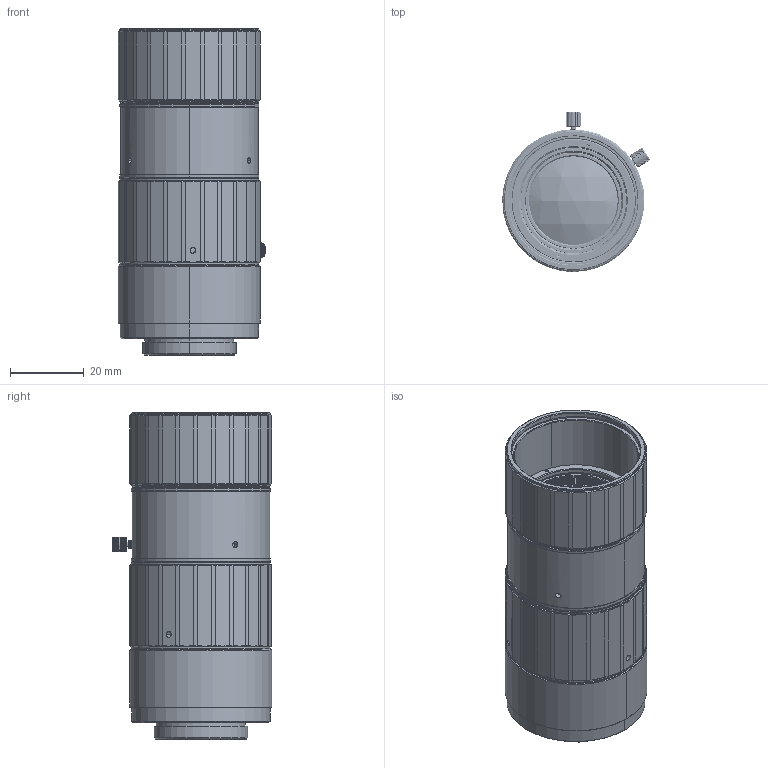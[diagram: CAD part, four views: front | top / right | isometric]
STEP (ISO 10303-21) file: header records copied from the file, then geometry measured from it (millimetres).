
FILE_DESCRIPTION (( 'STEP AP203' ), '1' );
FILE_NAME ('7512郪蚾.STEP', '2022-04-20T02:09:10', ( '' ), ( '' ), 'SwSTEP 2.0', 'SolidWorks 2017', '' );
FILE_SCHEMA (( 'CONFIG_CONTROL_DESIGN' ));
Length unit declared in the file: millimetre
Products named in the file (35): QM919001605眻輛絳砃隊; QM907012G02-1; QM910751204隔圈3; QM910751201翋芠; QM910701204光圈底座-1; QM919001606驱动环导钉; QM910701208ѹȦ3-1; QM910701203昜擒遠; QM907012G01-1; 7512嘐隅芠郪蚾; QM919012000; 7512翋芠郪蚾; QM930008505ҶƬ-1; QM919001602; QM907012U02-1; QM910701211隔圈2-1; QM910701206ѹȦ1; QM919001607M1.6平头机米螺丝; QM984370121光圈组件(默认-_flexible1); QM910701207ѹȦ2-1; QM910701214驱动环-1; 7512郪蚾; QM907012G03-1; QM907512G07; QM910701209ѹȦ4-1; QM907012U04-1; QM907012G04-1; QM910751203蟀諉釱; QM910701205嫖覃遠-1; QM907512G08; QM919102140縐銅-1; QM910701210隔圈1-1; QM910751202嘐隅芠; QM907012G05-1; QM907012G06-1
Assembly tree (44 placements, depth 4):
  7512郪蚾
    7512嘐隅芠郪蚾
      QM910751202嘐隅芠
      QM910751204隔圈3
      QM907512G07
      QM907512G08
      QM910701209ѹȦ4-1
    7512翋芠郪蚾
      QM907012U04-1
        QM907012G04-1
        QM907012G05-1
      QM910751201翋芠
      QM910701208ѹȦ3-1
      QM910701211隔圈2-1
      QM907012G06-1
    QM984370121光圈组件(默认-_flexible1)
      QM907012U02-1
        QM907012G02-1
        QM907012G03-1
      QM910701204光圈底座-1
      QM910701207ѹȦ2-1
      QM910701210隔圈1-1
      QM907012G01-1
      QM930008505ҶƬ-1  x8
      QM910701214驱动环-1
      QM919102140縐銅-1
    QM910701205嫖覃遠-1
    QM910751203蟀諉釱
    QM919001605眻輛絳砃隊
    QM919012000  x2
    QM919001607M1.6平头机米螺丝
    QM910701206ѹȦ1
    QM910701203昜擒遠
    QM919001606驱动环导钉
    QM919001602  x3
Bounding box: 40.04 x 43.4 x 88.63 mm (x, y, z)
Volume: 65495.8 mm3; surface area: 66266.7 mm2
Topology: 39 solids, 39 shells, 2568 faces, 6467 edges, 4121 vertices
Faces by surface type: cylinder 935, plane 788, cone 603, torus 120, bspline 92, sphere 30
Entity records: 96660 total; most frequent: CARTESIAN_POINT 46162, ORIENTED_EDGE 10118, DIRECTION 9203, EDGE_CURVE 5059, AXIS2_PLACEMENT_3D 3727, VERTEX_POINT 3201, EDGE_LOOP 2174, FACE_OUTER_BOUND 2013
